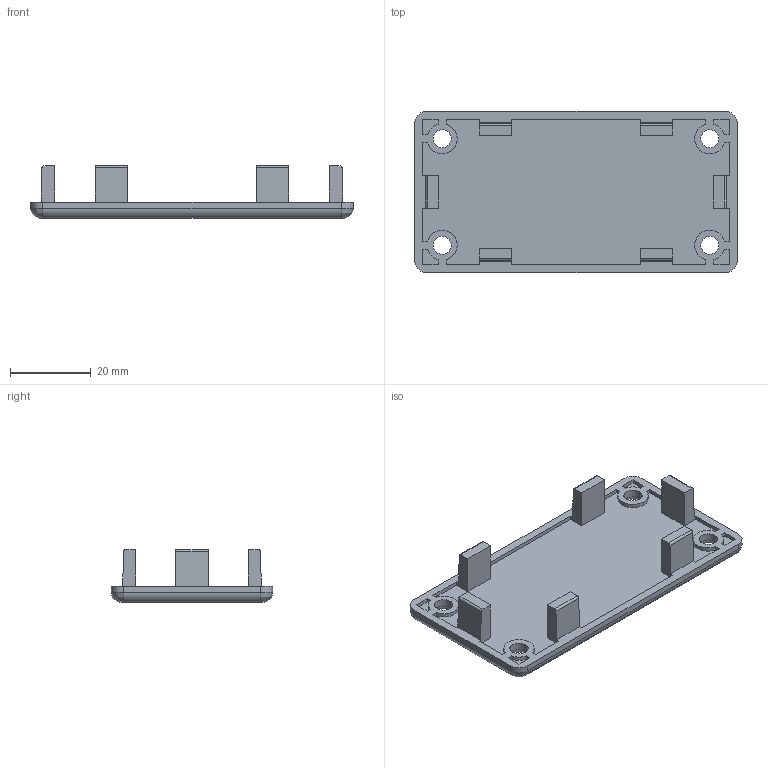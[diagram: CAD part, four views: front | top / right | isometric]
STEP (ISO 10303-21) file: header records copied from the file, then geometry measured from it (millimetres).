
FILE_DESCRIPTION (( 'STEP AP214' ), '1' );
FILE_NAME ('7818097', '2019-01-30T09:42:24', ( '' ), ('JUGARD+KÜNSTNER GmbH'), 'SwSTEP 2.0', 'SolidWorks 2017', '' );
FILE_SCHEMA (( 'AUTOMOTIVE_DESIGN' ));
Length unit declared in the file: millimetre
Products named in the file (1): 7818097
Bounding box: 80 x 40 x 13 mm (x, y, z)
Volume: 10921.3 mm3; surface area: 8797.2 mm2
Topology: 1 solids, 1 shells, 123 faces, 328 edges, 216 vertices
Faces by surface type: plane 79, cylinder 40, bspline 4
Entity records: 3912 total; most frequent: CARTESIAN_POINT 740, ORIENTED_EDGE 656, DIRECTION 644, EDGE_CURVE 328, LINE 244, VECTOR 244, VERTEX_POINT 216, AXIS2_PLACEMENT_3D 200
